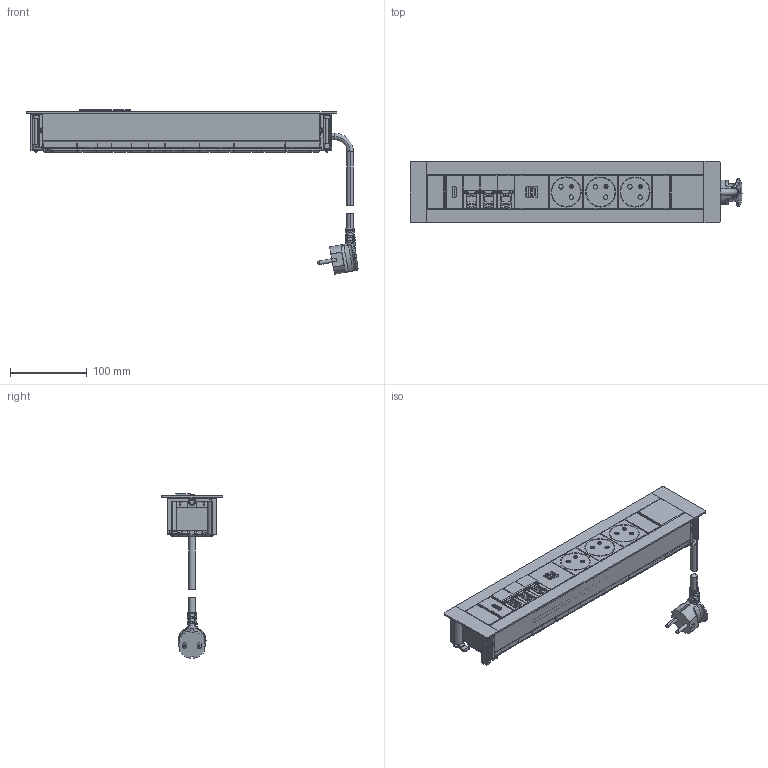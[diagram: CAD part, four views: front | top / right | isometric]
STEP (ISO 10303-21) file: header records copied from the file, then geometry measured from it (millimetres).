
FILE_DESCRIPTION(('CATIA V5 STEP Exchange','CAx-IF Rec.Pracs.--- Model Styling and Organization---1.5--- 2016-08-15','CAx-IF Rec.Pracs.---Supplemental Geometry---1.0---2011-11-01','CAx-IF Rec.Pracs.--- Composite Materials ---1.1---2010-07-15'),'2;1');
FILE_NAME('LG-654861_AllCATPart.stp','2023-10-05T08:33:07+00:00',('none'),('none'),'CATIA Version 5-6 Release 2020 SP3','CATIA V5 STEP AP214 v2','none');
FILE_SCHEMA(('AUTOMOTIVE_DESIGN { 1 0 10303 214 1 1 1 1 }'));
Products named in the file (1): LG-654861_AllCATPart
Bounding box: 433.66 x 80 x 214.86 mm (x, y, z)
Volume: 573027.7 mm3; surface area: 382063.2 mm2
Topology: 52 solids, 55 shells, 3222 faces, 8752 edges, 5562 vertices
Faces by surface type: plane 1809, cylinder 906, bspline 232, torus 72, extrusion 72, sphere 66, cone 57, revolution 8
Entity records: 108775 total; most frequent: CARTESIAN_POINT 34806, ORIENTED_EDGE 17316, DIRECTION 11633, EDGE_CURVE 8658, VECTOR 5683, LINE 5611, VERTEX_POINT 5562, AXIS2_PLACEMENT_3D 3661
